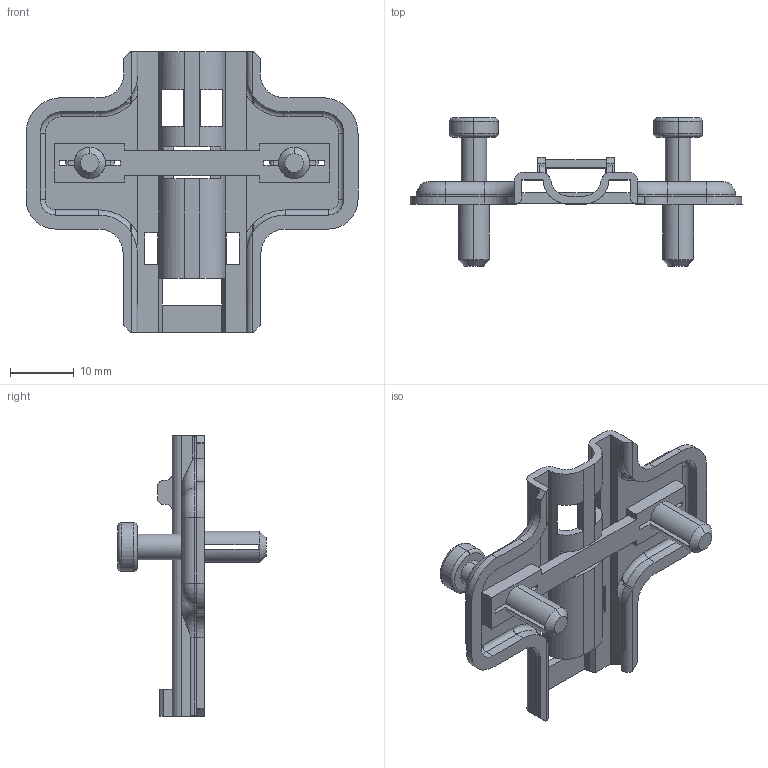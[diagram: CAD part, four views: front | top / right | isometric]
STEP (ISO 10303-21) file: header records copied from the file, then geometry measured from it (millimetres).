
FILE_DESCRIPTION (( 'STEP AP214' ), '1' );
FILE_NAME ('F000051_3D.step', '2022-06-06T12:17:29', ( '' ), ( '' ), 'SwSTEP 2.0', 'SolidWorks 2020', '' );
FILE_SCHEMA (( 'AUTOMOTIVE_DESIGN' ));
Length unit declared in the file: millimetre
Products named in the file (1): F000051_3D
Bounding box: 52 x 23.2 x 44 mm (x, y, z)
Volume: 3374.2 mm3; surface area: 5803.7 mm2
Topology: 2 solids, 2 shells, 357 faces, 972 edges, 606 vertices
Faces by surface type: plane 237, cylinder 84, torus 32, cone 4
Entity records: 11395 total; most frequent: CARTESIAN_POINT 2202, ORIENTED_EDGE 1944, DIRECTION 1898, EDGE_CURVE 972, VECTOR 698, LINE 698, VERTEX_POINT 606, AXIS2_PLACEMENT_3D 600
